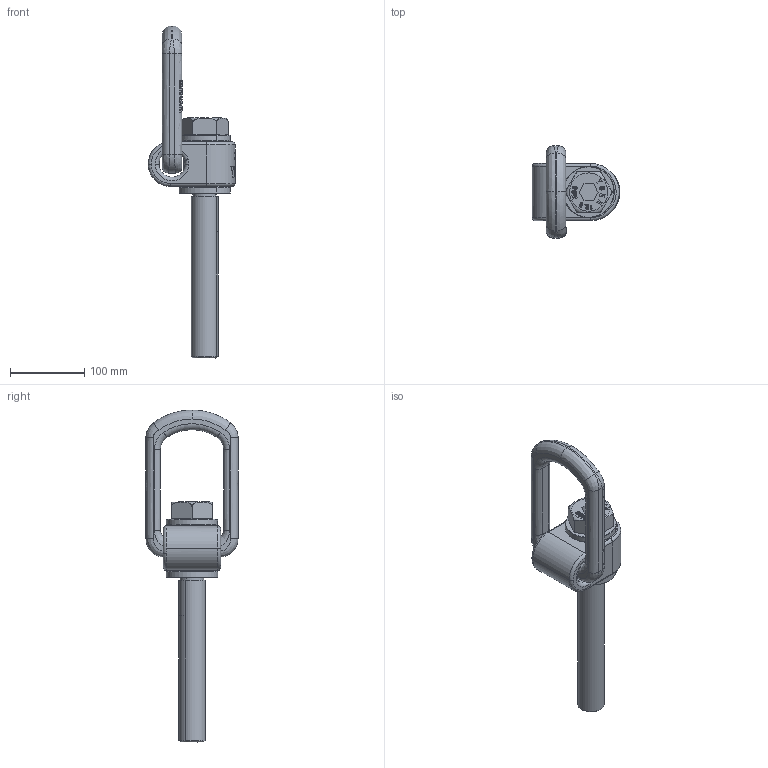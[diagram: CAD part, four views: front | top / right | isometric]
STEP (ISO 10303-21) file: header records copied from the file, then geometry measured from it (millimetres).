
FILE_DESCRIPTION(('CATIA V5 STEP Exchange'),'2;1');
FILE_NAME('8-211-080-300L.stp','2015-07-09T10:58:34+00:00',('none'),('none'),'CATIA Version 5 Release 21 GA (IN-10)','CATIA V5 STEP AP203','none');
FILE_SCHEMA(('CONFIG_CONTROL_DESIGN'));
Length unit declared in the file: millimetre
Products named in the file (1): 8-211-080
Assembly tree (4 placements, depth 2):
  8-211-080
    #58
    #14659
    #32321
    #33090
Bounding box: 117.79 x 124 x 446.98 mm (x, y, z)
Volume: 1024826.7 mm3; surface area: 162740.7 mm2
Topology: 4 solids, 4 shells, 1270 faces, 3628 edges, 2396 vertices
Faces by surface type: plane 1127, cylinder 50, bspline 46, torus 29, cone 18
Entity records: 51209 total; most frequent: CARTESIAN_POINT 20626, ORIENTED_EDGE 7256, DIRECTION 4818, EDGE_CURVE 3628, VERTEX_POINT 2396, VECTOR 2323, LINE 2323, AXIS2_PLACEMENT_3D 1328
